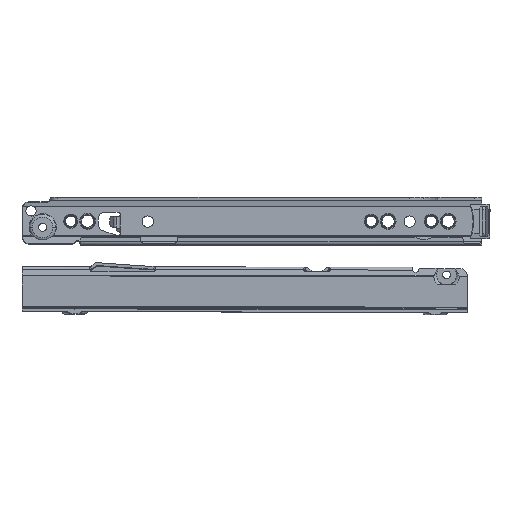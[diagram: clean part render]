
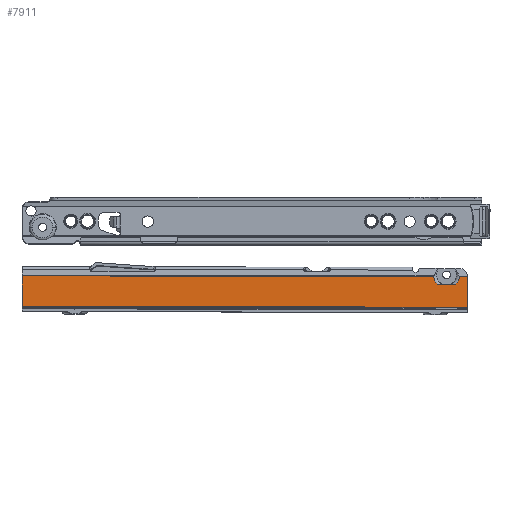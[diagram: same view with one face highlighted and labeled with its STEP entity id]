
A CAD part, top view. The second image highlights one B-rep face of the part: STEP entity #7911.
In plain terms, the highlighted planar face has unit normal (0, 0, 1).
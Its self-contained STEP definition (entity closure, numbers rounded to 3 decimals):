
#25 = ORIENTED_EDGE ( 'NONE', *, *, #3476, .T. ) ;
#304 = DIRECTION ( 'NONE',  ( 0., 1., 0. ) ) ;
#348 = CARTESIAN_POINT ( 'NONE',  ( 232.922, 17.574, 0.171 ) ) ;
#622 = CARTESIAN_POINT ( 'NONE',  ( 0., 1.3, 0.171 ) ) ;
#879 = CARTESIAN_POINT ( 'NONE',  ( 221.125, 13.5, 0.171 ) ) ;
#982 = DIRECTION ( 'NONE',  ( 0., 0., -1. ) ) ;
#1056 = EDGE_CURVE ( 'NONE', #15614, #7480, #7907, .T. ) ;
#1548 = DIRECTION ( 'NONE',  ( 0., 0., 1. ) ) ;
#1581 = CARTESIAN_POINT ( 'NONE',  ( 230.875, 13.5, 0.171 ) ) ;
#1877 = CARTESIAN_POINT ( 'NONE',  ( 0., 17.574, 0.171 ) ) ;
#1890 = VERTEX_POINT ( 'NONE', #2887 ) ;
#2746 = FACE_OUTER_BOUND ( 'NONE', #5749, .T. ) ;
#2887 = CARTESIAN_POINT ( 'NONE',  ( 237., 1.3, 0.171 ) ) ;
#3300 = LINE ( 'NONE', #19226, #19845 ) ;
#3476 = EDGE_CURVE ( 'NONE', #15017, #10569, #15687, .T. ) ;
#3667 = AXIS2_PLACEMENT_3D ( 'NONE', #11093, #1548, #304 ) ;
#4086 = PLANE ( 'NONE',  #19810 ) ;
#4210 = EDGE_CURVE ( 'NONE', #13960, #10569, #16083, .T. ) ;
#4237 = AXIS2_PLACEMENT_3D ( 'NONE', #18804, #13985, #9438 ) ;
#4414 = ORIENTED_EDGE ( 'NONE', *, *, #4210, .F. ) ;
#5062 = VECTOR ( 'NONE', #16596, 1000. ) ;
#5240 = DIRECTION ( 'NONE',  ( -1., 0., 0. ) ) ;
#5527 = CARTESIAN_POINT ( 'NONE',  ( 0., -12.601, 0.171 ) ) ;
#5749 = EDGE_LOOP ( 'NONE', ( #19017, #25, #4414, #15245, #17935, #20167, #16688, #6301 ) ) ;
#6239 = CARTESIAN_POINT ( 'NONE',  ( 0., 17.574, 0.171 ) ) ;
#6301 = ORIENTED_EDGE ( 'NONE', *, *, #9130, .T. ) ;
#7100 = CARTESIAN_POINT ( 'NONE',  ( 0., 17.574, 0.171 ) ) ;
#7480 = VERTEX_POINT ( 'NONE', #622 ) ;
#7907 = LINE ( 'NONE', #9930, #14395 ) ;
#7911 = ADVANCED_FACE ( 'NONE', ( #2746 ), #4086, .F. ) ;
#8162 = DIRECTION ( 'NONE',  ( -1., 0., 0. ) ) ;
#9061 = VECTOR ( 'NONE', #5240, 1000. ) ;
#9130 = EDGE_CURVE ( 'NONE', #15527, #20005, #15983, .T. ) ;
#9438 = DIRECTION ( 'NONE',  ( 0., 1., 0. ) ) ;
#9489 = DIRECTION ( 'NONE',  ( -1., 0., 0. ) ) ;
#9930 = CARTESIAN_POINT ( 'NONE',  ( 0., -12.601, 0.171 ) ) ;
#9959 = LINE ( 'NONE', #7100, #9061 ) ;
#10159 = EDGE_CURVE ( 'NONE', #1890, #15527, #3300, .T. ) ;
#10569 = VERTEX_POINT ( 'NONE', #879 ) ;
#10946 = CARTESIAN_POINT ( 'NONE',  ( 237., 17.574, 0.171 ) ) ;
#11093 = CARTESIAN_POINT ( 'NONE',  ( 226., 18.5, 0.171 ) ) ;
#11694 = CARTESIAN_POINT ( 'NONE',  ( 230.875, 13.5, 0.171 ) ) ;
#11740 = LINE ( 'NONE', #13812, #5062 ) ;
#11784 = DIRECTION ( 'NONE',  ( 0., 1., 0. ) ) ;
#13745 = EDGE_CURVE ( 'NONE', #15017, #20005, #16802, .T. ) ;
#13812 = CARTESIAN_POINT ( 'NONE',  ( 0., 1.3, 0.171 ) ) ;
#13960 = VERTEX_POINT ( 'NONE', #16745 ) ;
#13985 = DIRECTION ( 'NONE',  ( 0., 0., 1. ) ) ;
#14388 = DIRECTION ( 'NONE',  ( 0., -1., 0. ) ) ;
#14395 = VECTOR ( 'NONE', #14388, 1000. ) ;
#15017 = VERTEX_POINT ( 'NONE', #11694 ) ;
#15245 = ORIENTED_EDGE ( 'NONE', *, *, #19388, .T. ) ;
#15527 = VERTEX_POINT ( 'NONE', #10946 ) ;
#15614 = VERTEX_POINT ( 'NONE', #6239 ) ;
#15687 = LINE ( 'NONE', #1581, #17388 ) ;
#15983 = LINE ( 'NONE', #1877, #18897 ) ;
#16083 = CIRCLE ( 'NONE', #4237, 6.983 ) ;
#16596 = DIRECTION ( 'NONE',  ( 1., 0., 0. ) ) ;
#16688 = ORIENTED_EDGE ( 'NONE', *, *, #10159, .T. ) ;
#16745 = CARTESIAN_POINT ( 'NONE',  ( 219.078, 17.574, 0.171 ) ) ;
#16802 = CIRCLE ( 'NONE', #3667, 6.983 ) ;
#17388 = VECTOR ( 'NONE', #9489, 1000. ) ;
#17694 = DIRECTION ( 'NONE',  ( 0., 1., 0. ) ) ;
#17935 = ORIENTED_EDGE ( 'NONE', *, *, #1056, .T. ) ;
#18033 = EDGE_CURVE ( 'NONE', #7480, #1890, #11740, .T. ) ;
#18804 = CARTESIAN_POINT ( 'NONE',  ( 226., 18.5, 0.171 ) ) ;
#18897 = VECTOR ( 'NONE', #8162, 1000. ) ;
#19017 = ORIENTED_EDGE ( 'NONE', *, *, #13745, .F. ) ;
#19226 = CARTESIAN_POINT ( 'NONE',  ( 237., 30.399, 0.171 ) ) ;
#19388 = EDGE_CURVE ( 'NONE', #13960, #15614, #9959, .T. ) ;
#19810 = AXIS2_PLACEMENT_3D ( 'NONE', #5527, #982, #11784 ) ;
#19845 = VECTOR ( 'NONE', #17694, 1000. ) ;
#20005 = VERTEX_POINT ( 'NONE', #348 ) ;
#20167 = ORIENTED_EDGE ( 'NONE', *, *, #18033, .T. ) ;
